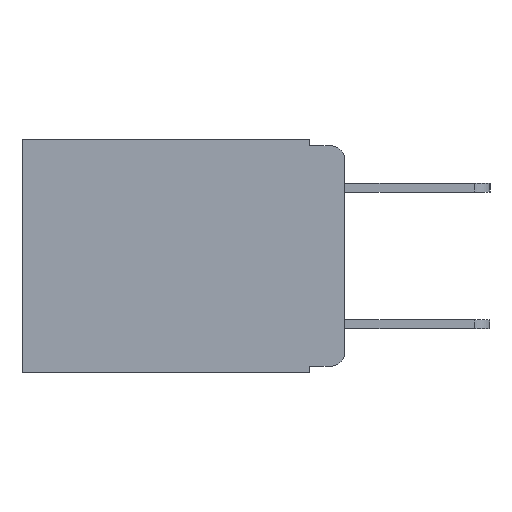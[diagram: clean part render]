
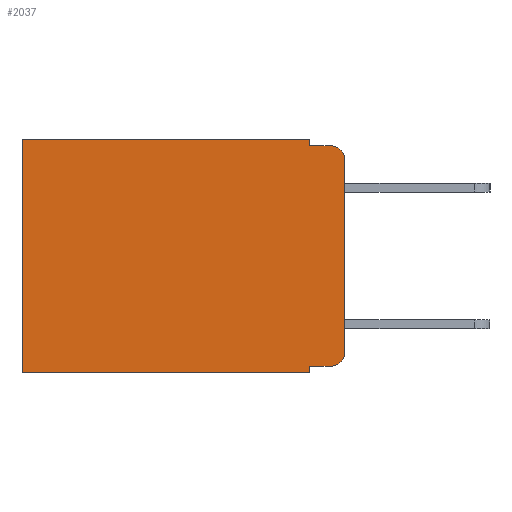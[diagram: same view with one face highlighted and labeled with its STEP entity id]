
A CAD part, left-side view. The second image highlights one B-rep face of the part: STEP entity #2037.
In plain terms, the highlighted planar face has unit normal (-1, 0, 0).
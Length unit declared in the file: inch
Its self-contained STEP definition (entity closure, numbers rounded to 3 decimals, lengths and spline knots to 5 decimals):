
#22 = ORIENTED_EDGE ( 'NONE', *, *, #3452, .T. ) ;
#79 = AXIS2_PLACEMENT_3D ( 'NONE', #13619, #3329, #2310 ) ;
#207 = EDGE_LOOP ( 'NONE', ( #248, #22, #3472, #3929, #7310, #7520, #7974, #8301, #10252, #9740 ) ) ;
#248 = ORIENTED_EDGE ( 'NONE', *, *, #3484, .F. ) ;
#272 = LINE ( 'NONE', #16474, #14280 ) ;
#1198 = DIRECTION ( 'NONE',  ( 0., 0., -1. ) ) ;
#1611 = VECTOR ( 'NONE', #6908, 39.37008 ) ;
#1783 = AXIS2_PLACEMENT_3D ( 'NONE', #8277, #14901, #3141 ) ;
#1952 = VERTEX_POINT ( 'NONE', #15170 ) ;
#2037 = ADVANCED_FACE ( 'NONE', ( #12482 ), #7697, .F. ) ;
#2074 = CARTESIAN_POINT ( 'NONE',  ( 0.298, 0., -0.313 ) ) ;
#2310 = DIRECTION ( 'NONE',  ( 0., 0., -1. ) ) ;
#3141 = DIRECTION ( 'NONE',  ( 0., 0., -1. ) ) ;
#3227 = EDGE_CURVE ( 'NONE', #11078, #12144, #8955, .T. ) ;
#3259 = EDGE_CURVE ( 'NONE', #9595, #11078, #272, .T. ) ;
#3290 = EDGE_CURVE ( 'NONE', #9595, #14003, #7241, .T. ) ;
#3300 = CARTESIAN_POINT ( 'NONE',  ( 0.298, 0.051, -0.01 ) ) ;
#3308 = DIRECTION ( 'NONE',  ( 0., 0., -1. ) ) ;
#3324 = EDGE_CURVE ( 'NONE', #12802, #16316, #13270, .T. ) ;
#3329 = DIRECTION ( 'NONE',  ( -1., 0., 0. ) ) ;
#3356 = EDGE_CURVE ( 'NONE', #1952, #9976, #9502, .T. ) ;
#3444 = EDGE_CURVE ( 'NONE', #9976, #7929, #12283, .T. ) ;
#3452 = EDGE_CURVE ( 'NONE', #6446, #7929, #8661, .T. ) ;
#3454 = LINE ( 'NONE', #16396, #13436 ) ;
#3472 = ORIENTED_EDGE ( 'NONE', *, *, #3444, .F. ) ;
#3476 = DIRECTION ( 'NONE',  ( 0., -1., 0. ) ) ;
#3484 = EDGE_CURVE ( 'NONE', #6446, #12144, #3454, .T. ) ;
#3739 = CARTESIAN_POINT ( 'NONE',  ( 0.298, 0., -0.03 ) ) ;
#3929 = ORIENTED_EDGE ( 'NONE', *, *, #3356, .F. ) ;
#4197 = VECTOR ( 'NONE', #11467, 39.37008 ) ;
#4907 = AXIS2_PLACEMENT_3D ( 'NONE', #15566, #16034, #11800 ) ;
#5942 = EDGE_CURVE ( 'NONE', #14003, #16316, #13729, .T. ) ;
#6446 = VERTEX_POINT ( 'NONE', #3739 ) ;
#6908 = DIRECTION ( 'NONE',  ( 0., -1., 0. ) ) ;
#7163 = CARTESIAN_POINT ( 'NONE',  ( 0.298, 0., -0.343 ) ) ;
#7223 = CARTESIAN_POINT ( 'NONE',  ( 0.298, 0.051, 0. ) ) ;
#7241 = LINE ( 'NONE', #8471, #16010 ) ;
#7258 = DIRECTION ( 'NONE',  ( 0., 0., -1. ) ) ;
#7310 = ORIENTED_EDGE ( 'NONE', *, *, #13591, .T. ) ;
#7491 = DIRECTION ( 'NONE',  ( 0., 1., 0. ) ) ;
#7520 = ORIENTED_EDGE ( 'NONE', *, *, #3324, .T. ) ;
#7697 = PLANE ( 'NONE',  #1783 ) ;
#7929 = VERTEX_POINT ( 'NONE', #15503 ) ;
#7974 = ORIENTED_EDGE ( 'NONE', *, *, #5942, .F. ) ;
#8277 = CARTESIAN_POINT ( 'NONE',  ( 0.298, 0., 0. ) ) ;
#8301 = ORIENTED_EDGE ( 'NONE', *, *, #3290, .F. ) ;
#8471 = CARTESIAN_POINT ( 'NONE',  ( 0.298, 0.051, 0. ) ) ;
#8661 = CIRCLE ( 'NONE', #4907, 0.02 ) ;
#8798 = CARTESIAN_POINT ( 'NONE',  ( 0.298, 0.051, -0.333 ) ) ;
#8955 = CIRCLE ( 'NONE', #79, 0.02 ) ;
#9074 = CARTESIAN_POINT ( 'NONE',  ( 0.298, 0., 0. ) ) ;
#9502 = LINE ( 'NONE', #7223, #12925 ) ;
#9595 = VERTEX_POINT ( 'NONE', #8798 ) ;
#9740 = ORIENTED_EDGE ( 'NONE', *, *, #3227, .T. ) ;
#9879 = VECTOR ( 'NONE', #12487, 39.37008 ) ;
#9976 = VERTEX_POINT ( 'NONE', #3300 ) ;
#10252 = ORIENTED_EDGE ( 'NONE', *, *, #3259, .T. ) ;
#10384 = CARTESIAN_POINT ( 'NONE',  ( 0.298, 0.473, 0. ) ) ;
#10817 = VECTOR ( 'NONE', #7491, 39.37008 ) ;
#11078 = VERTEX_POINT ( 'NONE', #14895 ) ;
#11243 = CARTESIAN_POINT ( 'NONE',  ( 0.298, 0.473, -0.343 ) ) ;
#11378 = LINE ( 'NONE', #9074, #4197 ) ;
#11467 = DIRECTION ( 'NONE',  ( 0., 1., 0. ) ) ;
#11800 = DIRECTION ( 'NONE',  ( 0., 0., -1. ) ) ;
#12144 = VERTEX_POINT ( 'NONE', #2074 ) ;
#12283 = LINE ( 'NONE', #13241, #1611 ) ;
#12482 = FACE_OUTER_BOUND ( 'NONE', #207, .T. ) ;
#12487 = DIRECTION ( 'NONE',  ( 0., 0., -1. ) ) ;
#12672 = CARTESIAN_POINT ( 'NONE',  ( 0.298, 0.473, 0. ) ) ;
#12802 = VERTEX_POINT ( 'NONE', #10384 ) ;
#12925 = VECTOR ( 'NONE', #1198, 39.37008 ) ;
#13241 = CARTESIAN_POINT ( 'NONE',  ( 0.298, 0.051, -0.01 ) ) ;
#13270 = LINE ( 'NONE', #12672, #9879 ) ;
#13436 = VECTOR ( 'NONE', #3308, 39.37008 ) ;
#13591 = EDGE_CURVE ( 'NONE', #1952, #12802, #11378, .T. ) ;
#13619 = CARTESIAN_POINT ( 'NONE',  ( 0.298, 0.02, -0.313 ) ) ;
#13729 = LINE ( 'NONE', #7163, #10817 ) ;
#14003 = VERTEX_POINT ( 'NONE', #15220 ) ;
#14280 = VECTOR ( 'NONE', #3476, 39.37008 ) ;
#14895 = CARTESIAN_POINT ( 'NONE',  ( 0.298, 0.02, -0.333 ) ) ;
#14901 = DIRECTION ( 'NONE',  ( 1., 0., 0. ) ) ;
#15170 = CARTESIAN_POINT ( 'NONE',  ( 0.298, 0.051, 0. ) ) ;
#15220 = CARTESIAN_POINT ( 'NONE',  ( 0.298, 0.051, -0.343 ) ) ;
#15503 = CARTESIAN_POINT ( 'NONE',  ( 0.298, 0.02, -0.01 ) ) ;
#15566 = CARTESIAN_POINT ( 'NONE',  ( 0.298, 0.02, -0.03 ) ) ;
#16010 = VECTOR ( 'NONE', #7258, 39.37008 ) ;
#16034 = DIRECTION ( 'NONE',  ( -1., 0., 0. ) ) ;
#16316 = VERTEX_POINT ( 'NONE', #11243 ) ;
#16396 = CARTESIAN_POINT ( 'NONE',  ( 0.298, 0., 0. ) ) ;
#16474 = CARTESIAN_POINT ( 'NONE',  ( 0.298, 0.051, -0.333 ) ) ;
